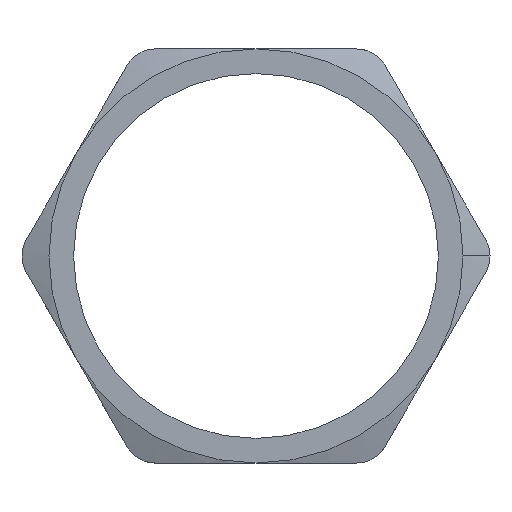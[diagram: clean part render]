
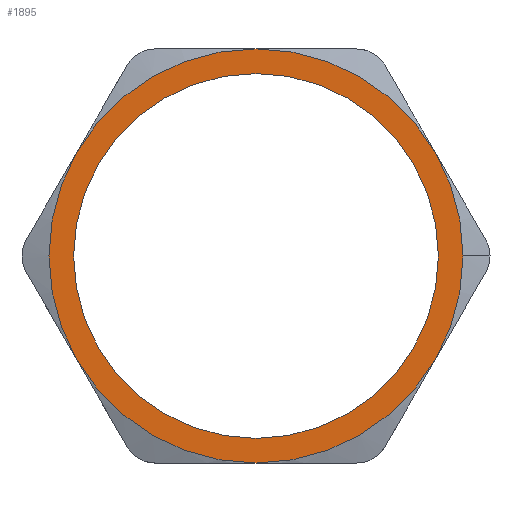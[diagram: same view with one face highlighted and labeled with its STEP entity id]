
A CAD part, top view. The second image highlights one B-rep face of the part: STEP entity #1895.
In plain terms, the highlighted planar face has unit normal (0, 0, 1).
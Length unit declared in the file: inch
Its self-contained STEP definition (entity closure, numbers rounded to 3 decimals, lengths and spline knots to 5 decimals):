
#49 = CARTESIAN_POINT ( 'NONE',  ( -0.5456, -0.315, 0.14 ) ) ;
#239 = CARTESIAN_POINT ( 'NONE',  ( 0., 0.63, 0.14 ) ) ;
#270 = DIRECTION ( 'NONE',  ( 1., 0., 0. ) ) ;
#271 = DIRECTION ( 'NONE',  ( 0., 0., 1. ) ) ;
#272 = CARTESIAN_POINT ( 'NONE',  ( 0., 0., 0.14 ) ) ;
#273 = AXIS2_PLACEMENT_3D ( 'NONE', #272, #271, #270 ) ;
#277 = CIRCLE ( 'NONE', #273, 0.63 ) ;
#388 = CARTESIAN_POINT ( 'NONE',  ( 0., 0., 0.14 ) ) ;
#439 = DIRECTION ( 'NONE',  ( 1., 0., 0. ) ) ;
#440 = DIRECTION ( 'NONE',  ( 0., 0., 1. ) ) ;
#441 = CARTESIAN_POINT ( 'NONE',  ( 0., 0., 0.14 ) ) ;
#442 = AXIS2_PLACEMENT_3D ( 'NONE', #441, #440, #439 ) ;
#443 = CIRCLE ( 'NONE', #442, 0.63 ) ;
#444 = DIRECTION ( 'NONE',  ( 1., 0., 0. ) ) ;
#445 = DIRECTION ( 'NONE',  ( 0., 0., 1. ) ) ;
#446 = AXIS2_PLACEMENT_3D ( 'NONE', #388, #445, #444 ) ;
#447 = CIRCLE ( 'NONE', #446, 0.63 ) ;
#456 = DIRECTION ( 'NONE',  ( 1., 0., 0. ) ) ;
#457 = DIRECTION ( 'NONE',  ( 0., 0., 1. ) ) ;
#458 = CARTESIAN_POINT ( 'NONE',  ( 0., 0., 0.14 ) ) ;
#459 = AXIS2_PLACEMENT_3D ( 'NONE', #458, #457, #456 ) ;
#464 = CIRCLE ( 'NONE', #459, 0.63 ) ;
#467 = DIRECTION ( 'NONE',  ( -1., 0., 0. ) ) ;
#468 = DIRECTION ( 'NONE',  ( 0., 0., -1. ) ) ;
#469 = AXIS2_PLACEMENT_3D ( 'NONE', #475, #468, #467 ) ;
#470 = CIRCLE ( 'NONE', #469, 0.555 ) ;
#475 = CARTESIAN_POINT ( 'NONE',  ( 0., 0., 0.14 ) ) ;
#493 = DIRECTION ( 'NONE',  ( -1., 0., 0. ) ) ;
#494 = DIRECTION ( 'NONE',  ( 0., 0., -1. ) ) ;
#495 = CARTESIAN_POINT ( 'NONE',  ( 0., 1.26, 0.14 ) ) ;
#496 = AXIS2_PLACEMENT_3D ( 'NONE', #495, #494, #493 ) ;
#497 = PLANE ( 'NONE',  #496 ) ;
#498 = FACE_OUTER_BOUND ( 'NONE', #1878, .T. ) ;
#499 = FACE_BOUND ( 'NONE', #1891, .T. ) ;
#500 = DIRECTION ( 'NONE',  ( 1., 0., 0. ) ) ;
#501 = DIRECTION ( 'NONE',  ( 0., 0., 1. ) ) ;
#502 = CARTESIAN_POINT ( 'NONE',  ( 0., 0., 0.14 ) ) ;
#503 = AXIS2_PLACEMENT_3D ( 'NONE', #502, #501, #500 ) ;
#504 = CIRCLE ( 'NONE', #503, 0.63 ) ;
#505 = DIRECTION ( 'NONE',  ( 1., 0., 0. ) ) ;
#506 = DIRECTION ( 'NONE',  ( 0., 0., 1. ) ) ;
#507 = CARTESIAN_POINT ( 'NONE',  ( 0., 0., 0.14 ) ) ;
#508 = AXIS2_PLACEMENT_3D ( 'NONE', #507, #506, #505 ) ;
#509 = CIRCLE ( 'NONE', #508, 0.63 ) ;
#1603 = VERTEX_POINT ( 'NONE', #2563 ) ;
#1633 = EDGE_CURVE ( 'NONE', #1603, #1634, #2627, .T. ) ;
#1634 = VERTEX_POINT ( 'NONE', #2616 ) ;
#1640 = EDGE_CURVE ( 'NONE', #1641, #1642, #2611, .T. ) ;
#1641 = VERTEX_POINT ( 'NONE', #2606 ) ;
#1642 = VERTEX_POINT ( 'NONE', #2605 ) ;
#1669 = VERTEX_POINT ( 'NONE', #2692 ) ;
#1676 = VERTEX_POINT ( 'NONE', #2722 ) ;
#1682 = VERTEX_POINT ( 'NONE', #2719 ) ;
#1684 = VERTEX_POINT ( 'NONE', #49 ) ;
#1767 = VERTEX_POINT ( 'NONE', #239 ) ;
#1786 = EDGE_CURVE ( 'NONE', #1767, #1676, #277, .T. ) ;
#1787 = ORIENTED_EDGE ( 'NONE', *, *, #1839, .T. ) ;
#1839 = EDGE_CURVE ( 'NONE', #1676, #1684, #447, .T. ) ;
#1840 = ORIENTED_EDGE ( 'NONE', *, *, #1841, .T. ) ;
#1841 = EDGE_CURVE ( 'NONE', #1684, #1669, #443, .T. ) ;
#1842 = ORIENTED_EDGE ( 'NONE', *, *, #1892, .T. ) ;
#1849 = ORIENTED_EDGE ( 'NONE', *, *, #1633, .T. ) ;
#1864 = ORIENTED_EDGE ( 'NONE', *, *, #1786, .T. ) ;
#1876 = ORIENTED_EDGE ( 'NONE', *, *, #1877, .T. ) ;
#1877 = EDGE_CURVE ( 'NONE', #1634, #1603, #470, .T. ) ;
#1878 = EDGE_LOOP ( 'NONE', ( #1864, #1787, #1840, #1842, #1893, #1885, #1886 ) ) ;
#1885 = ORIENTED_EDGE ( 'NONE', *, *, #1640, .T. ) ;
#1886 = ORIENTED_EDGE ( 'NONE', *, *, #1887, .T. ) ;
#1887 = EDGE_CURVE ( 'NONE', #1642, #1767, #464, .T. ) ;
#1891 = EDGE_LOOP ( 'NONE', ( #1876, #1849 ) ) ;
#1892 = EDGE_CURVE ( 'NONE', #1669, #1682, #509, .T. ) ;
#1893 = ORIENTED_EDGE ( 'NONE', *, *, #1894, .T. ) ;
#1894 = EDGE_CURVE ( 'NONE', #1682, #1641, #504, .T. ) ;
#1895 = ADVANCED_FACE ( 'NONE', ( #499, #498 ), #497, .F. ) ;
#2563 = CARTESIAN_POINT ( 'NONE',  ( 0.555, 0., 0.14 ) ) ;
#2605 = CARTESIAN_POINT ( 'NONE',  ( 0.5456, 0.315, 0.14 ) ) ;
#2606 = CARTESIAN_POINT ( 'NONE',  ( 0.63, 0., 0.14 ) ) ;
#2607 = DIRECTION ( 'NONE',  ( 1., 0., 0. ) ) ;
#2608 = DIRECTION ( 'NONE',  ( 0., 0., 1. ) ) ;
#2609 = CARTESIAN_POINT ( 'NONE',  ( 0., 0., 0.14 ) ) ;
#2610 = AXIS2_PLACEMENT_3D ( 'NONE', #2609, #2608, #2607 ) ;
#2611 = CIRCLE ( 'NONE', #2610, 0.63 ) ;
#2616 = CARTESIAN_POINT ( 'NONE',  ( -0.555, 0., 0.14 ) ) ;
#2617 = DIRECTION ( 'NONE',  ( -1., 0., 0. ) ) ;
#2618 = DIRECTION ( 'NONE',  ( 0., 0., -1. ) ) ;
#2619 = CARTESIAN_POINT ( 'NONE',  ( 0., 0., 0.14 ) ) ;
#2620 = AXIS2_PLACEMENT_3D ( 'NONE', #2619, #2618, #2617 ) ;
#2627 = CIRCLE ( 'NONE', #2620, 0.555 ) ;
#2692 = CARTESIAN_POINT ( 'NONE',  ( 0., -0.63, 0.14 ) ) ;
#2719 = CARTESIAN_POINT ( 'NONE',  ( 0.5456, -0.315, 0.14 ) ) ;
#2722 = CARTESIAN_POINT ( 'NONE',  ( -0.5456, 0.315, 0.14 ) ) ;
